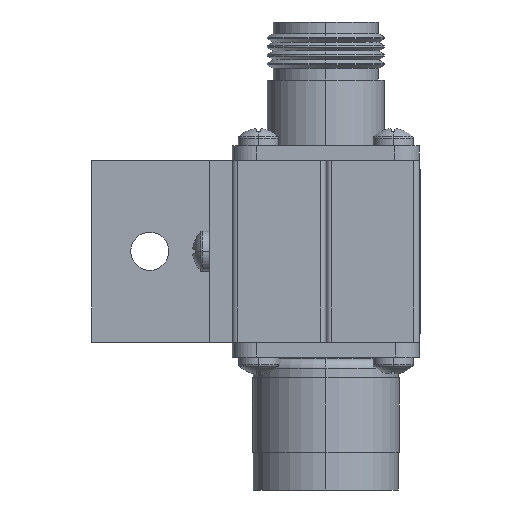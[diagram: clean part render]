
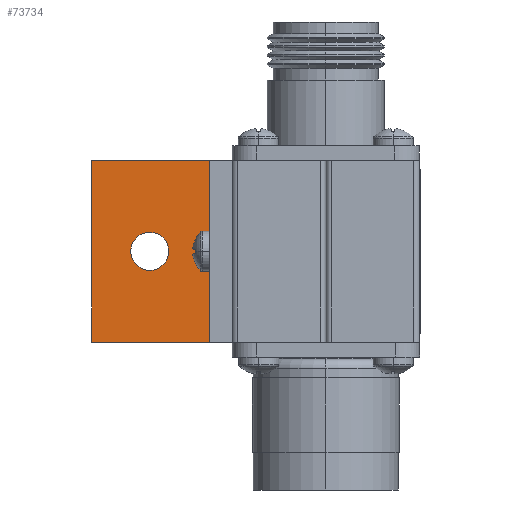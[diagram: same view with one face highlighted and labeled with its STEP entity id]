
A CAD part, left-side view. The second image highlights one B-rep face of the part: STEP entity #73734.
In plain terms, the highlighted face is planar.
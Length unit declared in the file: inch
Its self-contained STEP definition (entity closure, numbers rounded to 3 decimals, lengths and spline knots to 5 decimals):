
#1276 = CARTESIAN_POINT ( 'NONE',  ( 0., 0.12, -0.485 ) ) ;
#1478 = ORIENTED_EDGE ( 'NONE', *, *, #8731, .F. ) ;
#2686 = ORIENTED_EDGE ( 'NONE', *, *, #74762, .T. ) ;
#3836 = FACE_BOUND ( 'NONE', #98356, .T. ) ;
#5310 = EDGE_CURVE ( 'NONE', #38112, #9339, #16798, .T. ) ;
#5426 = VECTOR ( 'NONE', #82669, 39.37008 ) ;
#6038 = AXIS2_PLACEMENT_3D ( 'NONE', #55610, #80797, #41573 ) ;
#8731 = EDGE_CURVE ( 'NONE', #80072, #38112, #45452, .T. ) ;
#9339 = VERTEX_POINT ( 'NONE', #78239 ) ;
#9395 = DIRECTION ( 'NONE',  ( 0., 0., 1. ) ) ;
#11144 = ORIENTED_EDGE ( 'NONE', *, *, #58490, .F. ) ;
#11215 = CARTESIAN_POINT ( 'NONE',  ( 0.75, 0.12, 0.485 ) ) ;
#11397 = FACE_OUTER_BOUND ( 'NONE', #81935, .T. ) ;
#15025 = EDGE_CURVE ( 'NONE', #95958, #56642, #30030, .T. ) ;
#16798 = LINE ( 'NONE', #1276, #64280 ) ;
#21633 = ORIENTED_EDGE ( 'NONE', *, *, #5310, .F. ) ;
#21796 = EDGE_CURVE ( 'NONE', #38457, #9339, #25257, .T. ) ;
#22544 = VECTOR ( 'NONE', #42493, 39.37008 ) ;
#22823 = CARTESIAN_POINT ( 'NONE',  ( 0.12, 0.12, 0.485 ) ) ;
#25257 = LINE ( 'NONE', #11215, #48413 ) ;
#25952 = LINE ( 'NONE', #79758, #22544 ) ;
#26916 = CARTESIAN_POINT ( 'NONE',  ( 0., 0.12, 0.485 ) ) ;
#30030 = CIRCLE ( 'NONE', #6038, 0.1015 ) ;
#37707 = CARTESIAN_POINT ( 'NONE',  ( 0.12, 0.12, 0.485 ) ) ;
#38112 = VERTEX_POINT ( 'NONE', #44573 ) ;
#38457 = VERTEX_POINT ( 'NONE', #60012 ) ;
#41573 = DIRECTION ( 'NONE',  ( 0., 0., 1. ) ) ;
#42493 = DIRECTION ( 'NONE',  ( 1., 0., 0. ) ) ;
#42807 = ORIENTED_EDGE ( 'NONE', *, *, #21796, .T. ) ;
#44573 = CARTESIAN_POINT ( 'NONE',  ( 0.12, 0.12, -0.485 ) ) ;
#45452 = LINE ( 'NONE', #22823, #5426 ) ;
#47079 = ORIENTED_EDGE ( 'NONE', *, *, #15025, .F. ) ;
#48338 = AXIS2_PLACEMENT_3D ( 'NONE', #69808, #76890, #92389 ) ;
#48413 = VECTOR ( 'NONE', #79545, 39.37008 ) ;
#55610 = CARTESIAN_POINT ( 'NONE',  ( 0.44, 0.12, 0. ) ) ;
#56378 = CIRCLE ( 'NONE', #48338, 0.1015 ) ;
#56642 = VERTEX_POINT ( 'NONE', #71918 ) ;
#58490 = EDGE_CURVE ( 'NONE', #56642, #95958, #56378, .T. ) ;
#59489 = AXIS2_PLACEMENT_3D ( 'NONE', #26916, #78245, #9395 ) ;
#60012 = CARTESIAN_POINT ( 'NONE',  ( 0.75, 0.12, 0.485 ) ) ;
#64280 = VECTOR ( 'NONE', #86573, 39.37008 ) ;
#69808 = CARTESIAN_POINT ( 'NONE',  ( 0.44, 0.12, 0. ) ) ;
#71918 = CARTESIAN_POINT ( 'NONE',  ( 0.44, 0.12, 0.1015 ) ) ;
#73734 = ADVANCED_FACE ( 'NONE', ( #3836, #11397 ), #95675, .T. ) ;
#74762 = EDGE_CURVE ( 'NONE', #80072, #38457, #25952, .T. ) ;
#76890 = DIRECTION ( 'NONE',  ( 0., 1., 0. ) ) ;
#78239 = CARTESIAN_POINT ( 'NONE',  ( 0.75, 0.12, -0.485 ) ) ;
#78245 = DIRECTION ( 'NONE',  ( 0., 1., 0. ) ) ;
#78976 = CARTESIAN_POINT ( 'NONE',  ( 0.44, 0.12, -0.1015 ) ) ;
#79545 = DIRECTION ( 'NONE',  ( 0., 0., -1. ) ) ;
#79758 = CARTESIAN_POINT ( 'NONE',  ( 0., 0.12, 0.485 ) ) ;
#80072 = VERTEX_POINT ( 'NONE', #37707 ) ;
#80797 = DIRECTION ( 'NONE',  ( 0., 1., 0. ) ) ;
#81935 = EDGE_LOOP ( 'NONE', ( #21633, #1478, #2686, #42807 ) ) ;
#82669 = DIRECTION ( 'NONE',  ( 0., 0., -1. ) ) ;
#86573 = DIRECTION ( 'NONE',  ( 1., 0., 0. ) ) ;
#92389 = DIRECTION ( 'NONE',  ( 0., 0., 1. ) ) ;
#95675 = PLANE ( 'NONE',  #59489 ) ;
#95958 = VERTEX_POINT ( 'NONE', #78976 ) ;
#98356 = EDGE_LOOP ( 'NONE', ( #11144, #47079 ) ) ;
